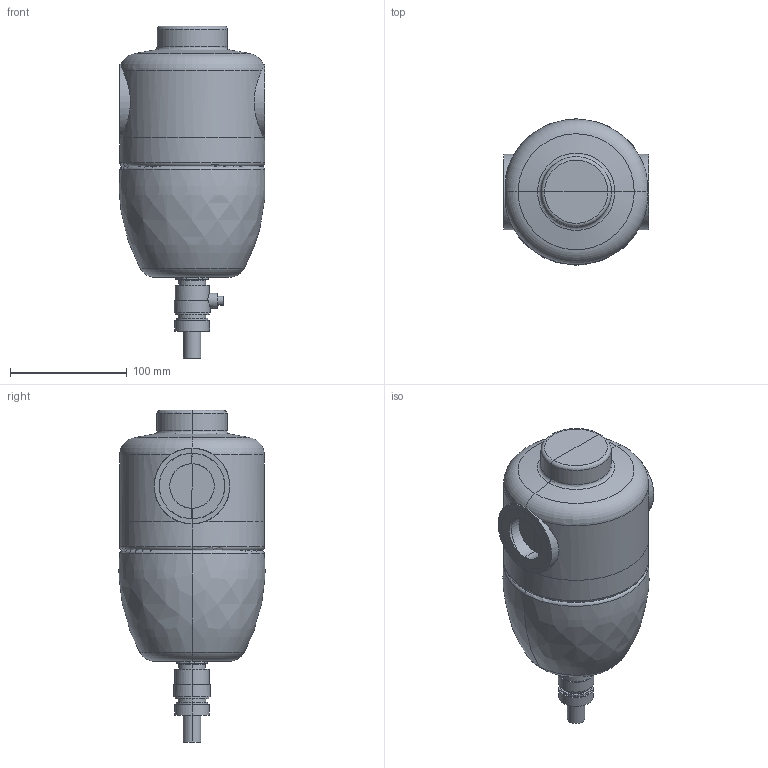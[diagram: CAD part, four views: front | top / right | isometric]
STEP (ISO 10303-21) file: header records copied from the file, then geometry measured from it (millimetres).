
FILE_DESCRIPTION(/* description */ (''),/* implementation_level */ '2;1');
FILE_NAME(/* name */ '546318 (STP).stp',/* time_stamp */ '2017-02-20T15:52:31+01:00',/* author */ ('UFFTEC'),/* organization */ (''),/* preprocessor_version */ 'ST-DEVELOPER v15.2',/* originating_system */ 'Autodesk Inventor 2014',/* authorisation */ '');
FILE_SCHEMA (('AUTOMOTIVE_DESIGN { 1 0 10303 214 3 1 1 }'));
Length unit declared in the file: millimetre
Products named in the file (6): Parte24; Parte26; Parte28; Parte30; Parte32; Assieme4
Bounding box: 124.53 x 125.01 x 284 mm (x, y, z)
Volume: 3217080.5 mm3; surface area: 210740 mm2
Topology: 6 solids, 6 shells, 210 faces, 495 edges, 298 vertices
Faces by surface type: plane 84, cylinder 82, torus 26, cone 12, bspline 6
Entity records: 6947 total; most frequent: CARTESIAN_POINT 2275, ORIENTED_EDGE 990, DIRECTION 907, EDGE_CURVE 495, AXIS2_PLACEMENT_3D 359, VERTEX_POINT 298, EDGE_LOOP 211, ADVANCED_FACE 210
